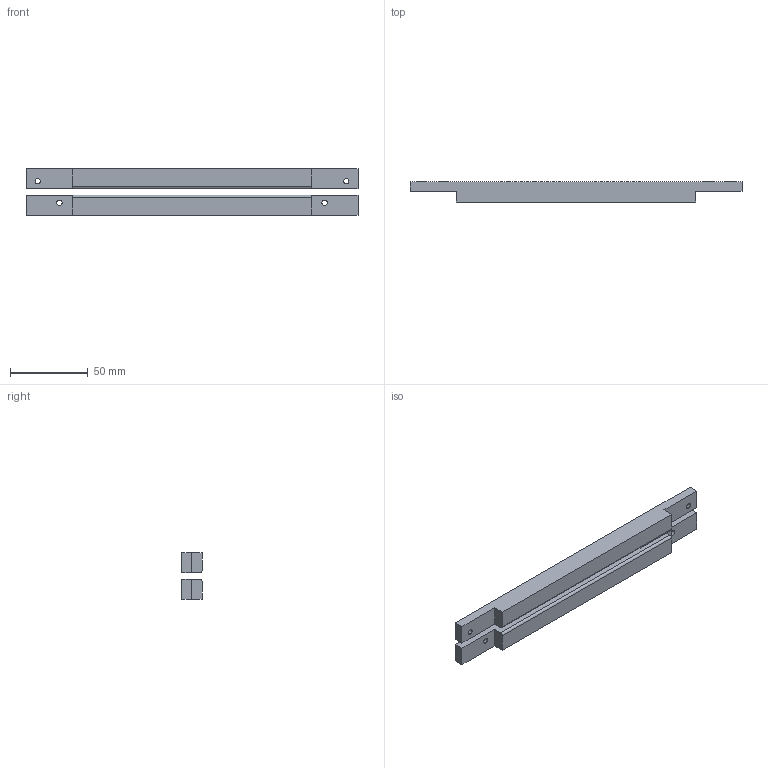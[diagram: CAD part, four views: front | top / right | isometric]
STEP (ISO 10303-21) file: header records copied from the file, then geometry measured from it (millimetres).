
FILE_DESCRIPTION (( 'STEP AP203' ), '1' );
FILE_NAME ('truss center-1 (2Z).STEP', '2021-11-19T20:29:17', ( '' ), ( '' ), 'SwSTEP 2.0', 'SolidWorks 2020', '' );
FILE_SCHEMA (( 'CONFIG_CONTROL_DESIGN' ));
Length unit declared in the file: millimetre
Products named in the file (1): truss center-1 (2Z)
Bounding box: 213.25 x 13 x 30 mm (x, y, z)
Volume: 60593.9 mm3; surface area: 21288.7 mm2
Topology: 2 solids, 2 shells, 42 faces, 102 edges, 68 vertices
Faces by surface type: plane 24, cylinder 18
Entity records: 1333 total; most frequent: DIRECTION 224, CARTESIAN_POINT 213, ORIENTED_EDGE 204, EDGE_CURVE 102, AXIS2_PLACEMENT_3D 79, VERTEX_POINT 68, LINE 66, VECTOR 66
